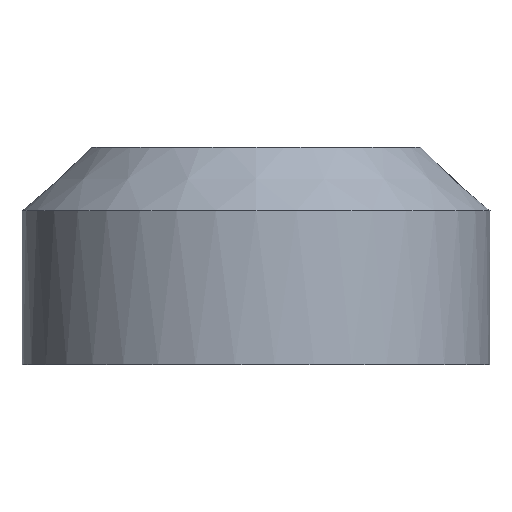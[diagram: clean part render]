
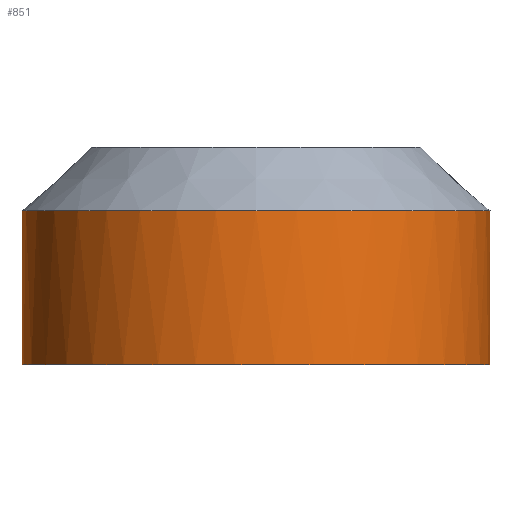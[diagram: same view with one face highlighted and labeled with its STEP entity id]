
A CAD part, left-side view. The second image highlights one B-rep face of the part: STEP entity #851.
In plain terms, the highlighted cylindrical face has radius 24.3 mm (diameter 48.6 mm), a partial arc.
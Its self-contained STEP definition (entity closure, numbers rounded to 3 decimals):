
#38=B_SPLINE_CURVE_WITH_KNOTS('',3,(#1649,#1650,#1651,#1652),
 .UNSPECIFIED.,.F.,.F.,(4,4),(1.915,2.088),
 .UNSPECIFIED.);
#39=B_SPLINE_CURVE_WITH_KNOTS('',3,(#1654,#1655,#1656,#1657),
 .UNSPECIFIED.,.F.,.F.,(4,4),(1.66,1.915),
 .UNSPECIFIED.);
#40=B_SPLINE_CURVE_WITH_KNOTS('',3,(#1665,#1666,#1667,#1668),
 .UNSPECIFIED.,.F.,.F.,(4,4),(1.442,1.661),
 .UNSPECIFIED.);
#41=B_SPLINE_CURVE_WITH_KNOTS('',3,(#1670,#1671,#1672,#1673),
 .UNSPECIFIED.,.F.,.F.,(4,4),(2.767,2.925),
 .UNSPECIFIED.);
#85=LINE('',#1646,#118);
#86=LINE('',#1659,#119);
#87=LINE('',#1663,#120);
#88=LINE('',#1674,#121);
#118=VECTOR('',#1158,12.921);
#119=VECTOR('',#1161,0.103);
#120=VECTOR('',#1164,0.224);
#121=VECTOR('',#1165,13.152);
#142=CYLINDRICAL_SURFACE('',#948,24.3);
#195=FACE_OUTER_BOUND('',#245,.T.);
#245=EDGE_LOOP('',(#712,#713,#714,#715,#716,#717,#718,#719,#720,#721));
#291=CIRCLE('',#894,24.3);
#325=CIRCLE('',#949,24.3);
#356=VERTEX_POINT('',#1268);
#357=VERTEX_POINT('',#1270);
#403=VERTEX_POINT('',#1630);
#404=VERTEX_POINT('',#1648);
#405=VERTEX_POINT('',#1653);
#406=VERTEX_POINT('',#1658);
#407=VERTEX_POINT('',#1660);
#408=VERTEX_POINT('',#1662);
#409=VERTEX_POINT('',#1664);
#410=VERTEX_POINT('',#1669);
#448=EDGE_CURVE('',#357,#356,#291,.T.);
#520=EDGE_CURVE('',#403,#356,#85,.T.);
#521=EDGE_CURVE('',#404,#403,#38,.T.);
#522=EDGE_CURVE('',#405,#404,#39,.T.);
#523=EDGE_CURVE('',#405,#406,#86,.T.);
#524=EDGE_CURVE('',#406,#407,#325,.T.);
#525=EDGE_CURVE('',#407,#408,#87,.T.);
#526=EDGE_CURVE('',#409,#408,#40,.T.);
#527=EDGE_CURVE('',#410,#409,#41,.T.);
#528=EDGE_CURVE('',#357,#410,#88,.T.);
#712=ORIENTED_EDGE('',*,*,#520,.F.);
#713=ORIENTED_EDGE('',*,*,#521,.F.);
#714=ORIENTED_EDGE('',*,*,#522,.F.);
#715=ORIENTED_EDGE('',*,*,#523,.T.);
#716=ORIENTED_EDGE('',*,*,#524,.T.);
#717=ORIENTED_EDGE('',*,*,#525,.T.);
#718=ORIENTED_EDGE('',*,*,#526,.F.);
#719=ORIENTED_EDGE('',*,*,#527,.F.);
#720=ORIENTED_EDGE('',*,*,#528,.F.);
#721=ORIENTED_EDGE('',*,*,#448,.T.);
#851=ADVANCED_FACE('',(#195),#142,.T.);
#894=AXIS2_PLACEMENT_3D('',#1271,#1029,#1030);
#948=AXIS2_PLACEMENT_3D('',#1647,#1159,#1160);
#949=AXIS2_PLACEMENT_3D('',#1661,#1162,#1163);
#1029=DIRECTION('center_axis',(0.,0.,1.));
#1030=DIRECTION('ref_axis',(0.761,0.648,0.));
#1158=DIRECTION('',(0.,0.,-1.));
#1159=DIRECTION('center_axis',(0.,0.,1.));
#1160=DIRECTION('ref_axis',(0.761,0.648,0.));
#1161=DIRECTION('',(0.,0.,1.));
#1162=DIRECTION('center_axis',(0.,0.,-1.));
#1163=DIRECTION('ref_axis',(0.761,0.648,0.));
#1164=DIRECTION('',(0.,0.,-1.));
#1165=DIRECTION('',(0.,0.,1.));
#1268=CARTESIAN_POINT('',(-2.437,-18.164,-22.6));
#1270=CARTESIAN_POINT('',(-2.25,17.996,-22.6));
#1271=CARTESIAN_POINT('Origin',(-18.579,0.,-22.6));
#1630=CARTESIAN_POINT('',(-2.437,-18.164,-9.679));
#1646=CARTESIAN_POINT('',(-2.437,-18.164,-22.6));
#1647=CARTESIAN_POINT('Origin',(-18.579,0.,-22.6));
#1648=CARTESIAN_POINT('',(-1.492,-17.277,-8.491));
#1649=CARTESIAN_POINT('Ctrl Pts',(-1.492,-17.277,-8.491));
#1650=CARTESIAN_POINT('Ctrl Pts',(-1.803,-17.585,-8.891));
#1651=CARTESIAN_POINT('Ctrl Pts',(-2.118,-17.881,-9.287));
#1652=CARTESIAN_POINT('Ctrl Pts',(-2.437,-18.164,-9.679));
#1653=CARTESIAN_POINT('',(-0.153,-15.842,-6.703));
#1654=CARTESIAN_POINT('Ctrl Pts',(-0.153,-15.842,
-6.703));
#1655=CARTESIAN_POINT('Ctrl Pts',(-0.585,-16.345,-7.303));
#1656=CARTESIAN_POINT('Ctrl Pts',(-1.033,-16.824,-7.901));
#1657=CARTESIAN_POINT('Ctrl Pts',(-1.492,-17.277,-8.491));
#1658=CARTESIAN_POINT('',(-0.153,-15.842,-6.6));
#1659=CARTESIAN_POINT('',(-0.153,-15.842,0.));
#1660=CARTESIAN_POINT('',(-0.24,15.943,-6.6));
#1661=CARTESIAN_POINT('Origin',(-18.579,0.,-6.6));
#1662=CARTESIAN_POINT('',(-0.24,15.943,-6.824));
#1663=CARTESIAN_POINT('',(-0.24,15.943,-21.));
#1664=CARTESIAN_POINT('',(-1.39,17.176,-8.36));
#1665=CARTESIAN_POINT('Ctrl Pts',(-1.39,17.176,-8.36));
#1666=CARTESIAN_POINT('Ctrl Pts',(-0.997,16.783,-7.852));
#1667=CARTESIAN_POINT('Ctrl Pts',(-0.613,16.372,-7.339));
#1668=CARTESIAN_POINT('Ctrl Pts',(-0.24,15.943,-6.824));
#1669=CARTESIAN_POINT('',(-2.25,17.996,-9.448));
#1670=CARTESIAN_POINT('Ctrl Pts',(-2.25,17.996,-9.448));
#1671=CARTESIAN_POINT('Ctrl Pts',(-1.96,17.733,-9.089));
#1672=CARTESIAN_POINT('Ctrl Pts',(-1.673,17.459,-8.726));
#1673=CARTESIAN_POINT('Ctrl Pts',(-1.39,17.176,-8.36));
#1674=CARTESIAN_POINT('',(-2.25,17.996,-22.6));
